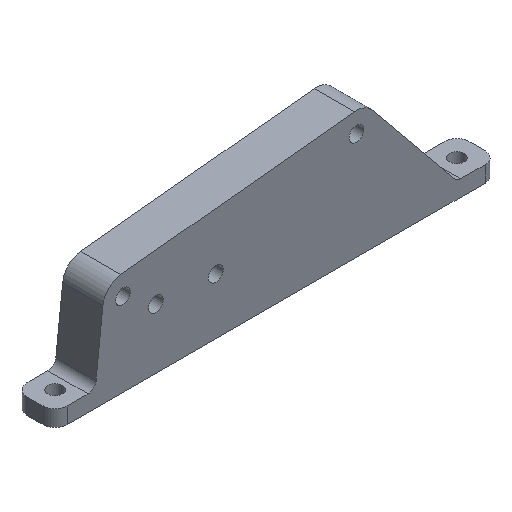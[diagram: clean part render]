
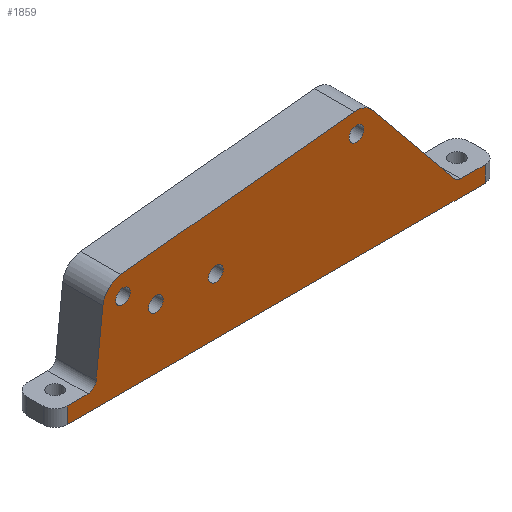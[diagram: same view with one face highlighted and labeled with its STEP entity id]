
A CAD part, isometric view. The second image highlights one B-rep face of the part: STEP entity #1859.
In plain terms, the highlighted planar face has unit normal (0, -1, 0).
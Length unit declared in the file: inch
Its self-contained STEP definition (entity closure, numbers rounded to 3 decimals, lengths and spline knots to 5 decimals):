
#37=FACE_BOUND('',#281,.T.);
#38=FACE_BOUND('',#282,.T.);
#39=FACE_BOUND('',#283,.T.);
#40=FACE_BOUND('',#284,.T.);
#79=PLANE('',#2072);
#158=FACE_OUTER_BOUND('',#280,.T.);
#280=EDGE_LOOP('',(#1507,#1508,#1509,#1510,#1511,#1512,#1513,#1514,#1515,
#1516,#1517,#1518));
#281=EDGE_LOOP('',(#1519));
#282=EDGE_LOOP('',(#1520));
#283=EDGE_LOOP('',(#1521));
#284=EDGE_LOOP('',(#1522));
#400=LINE('',#3219,#542);
#410=LINE('',#3244,#552);
#416=LINE('',#3271,#558);
#422=LINE('',#3294,#564);
#423=LINE('',#3297,#565);
#424=LINE('',#3302,#566);
#425=LINE('',#3303,#567);
#426=LINE('',#3305,#568);
#542=VECTOR('',#2454,39.37008);
#552=VECTOR('',#2474,39.37008);
#558=VECTOR('',#2506,39.37008);
#564=VECTOR('',#2534,39.37008);
#565=VECTOR('',#2539,39.37008);
#566=VECTOR('',#2546,39.37008);
#567=VECTOR('',#2547,39.37008);
#568=VECTOR('',#2548,39.37008);
#701=CIRCLE('',#2046,0.091);
#702=CIRCLE('',#2048,0.0915);
#703=CIRCLE('',#2050,0.25);
#707=CIRCLE('',#2058,0.25);
#708=CIRCLE('',#2060,0.091);
#709=CIRCLE('',#2062,0.091);
#710=CIRCLE('',#2064,0.1);
#715=CIRCLE('',#2073,0.1);
#855=VERTEX_POINT('',#3215);
#856=VERTEX_POINT('',#3217);
#865=VERTEX_POINT('',#3239);
#866=VERTEX_POINT('',#3242);
#868=VERTEX_POINT('',#3248);
#869=VERTEX_POINT('',#3252);
#870=VERTEX_POINT('',#3256);
#874=VERTEX_POINT('',#3270);
#875=VERTEX_POINT('',#3274);
#876=VERTEX_POINT('',#3278);
#877=VERTEX_POINT('',#3282);
#878=VERTEX_POINT('',#3286);
#879=VERTEX_POINT('',#3290);
#880=VERTEX_POINT('',#3292);
#881=VERTEX_POINT('',#3301);
#882=VERTEX_POINT('',#3304);
#1070=EDGE_CURVE('',#856,#855,#400,.T.);
#1082=EDGE_CURVE('',#866,#865,#410,.T.);
#1085=EDGE_CURVE('',#868,#868,#701,.T.);
#1086=EDGE_CURVE('',#869,#869,#702,.T.);
#1089=EDGE_CURVE('',#870,#856,#703,.T.);
#1095=EDGE_CURVE('',#870,#874,#416,.T.);
#1097=EDGE_CURVE('',#875,#874,#707,.T.);
#1099=EDGE_CURVE('',#876,#876,#708,.T.);
#1101=EDGE_CURVE('',#877,#877,#709,.T.);
#1103=EDGE_CURVE('',#878,#855,#710,.T.);
#1107=EDGE_CURVE('',#879,#880,#422,.T.);
#1109=EDGE_CURVE('',#878,#880,#423,.T.);
#1111=EDGE_CURVE('',#866,#881,#424,.T.);
#1112=EDGE_CURVE('',#879,#881,#425,.T.);
#1113=EDGE_CURVE('',#882,#875,#426,.T.);
#1114=EDGE_CURVE('',#882,#865,#715,.T.);
#1507=ORIENTED_EDGE('',*,*,#1111,.T.);
#1508=ORIENTED_EDGE('',*,*,#1112,.F.);
#1509=ORIENTED_EDGE('',*,*,#1107,.T.);
#1510=ORIENTED_EDGE('',*,*,#1109,.F.);
#1511=ORIENTED_EDGE('',*,*,#1103,.T.);
#1512=ORIENTED_EDGE('',*,*,#1070,.F.);
#1513=ORIENTED_EDGE('',*,*,#1089,.F.);
#1514=ORIENTED_EDGE('',*,*,#1095,.T.);
#1515=ORIENTED_EDGE('',*,*,#1097,.F.);
#1516=ORIENTED_EDGE('',*,*,#1113,.F.);
#1517=ORIENTED_EDGE('',*,*,#1114,.T.);
#1518=ORIENTED_EDGE('',*,*,#1082,.F.);
#1519=ORIENTED_EDGE('',*,*,#1085,.F.);
#1520=ORIENTED_EDGE('',*,*,#1086,.F.);
#1521=ORIENTED_EDGE('',*,*,#1099,.F.);
#1522=ORIENTED_EDGE('',*,*,#1101,.F.);
#1859=ADVANCED_FACE('',(#158,#37,#38,#39,#40),#79,.F.);
#2046=AXIS2_PLACEMENT_3D('',#3250,#2480,#2481);
#2048=AXIS2_PLACEMENT_3D('',#3253,#2484,#2485);
#2050=AXIS2_PLACEMENT_3D('',#3258,#2490,#2491);
#2058=AXIS2_PLACEMENT_3D('',#3275,#2510,#2511);
#2060=AXIS2_PLACEMENT_3D('',#3279,#2515,#2516);
#2062=AXIS2_PLACEMENT_3D('',#3283,#2520,#2521);
#2064=AXIS2_PLACEMENT_3D('',#3287,#2525,#2526);
#2072=AXIS2_PLACEMENT_3D('',#3300,#2544,#2545);
#2073=AXIS2_PLACEMENT_3D('',#3306,#2549,#2550);
#2454=DIRECTION('',(0.633,0.,-0.774));
#2474=DIRECTION('',(1.,0.,0.));
#2480=DIRECTION('center_axis',(0.,-1.,0.));
#2481=DIRECTION('ref_axis',(1.,0.,0.));
#2484=DIRECTION('center_axis',(0.,-1.,0.));
#2485=DIRECTION('ref_axis',(-1.,0.,0.));
#2490=DIRECTION('center_axis',(0.,1.,0.));
#2491=DIRECTION('ref_axis',(1.,0.,0.));
#2506=DIRECTION('',(-0.995,0.,-0.103));
#2510=DIRECTION('center_axis',(0.,1.,0.));
#2511=DIRECTION('ref_axis',(-1.,0.,0.));
#2515=DIRECTION('center_axis',(0.,-1.,0.));
#2516=DIRECTION('ref_axis',(-1.,0.,0.));
#2520=DIRECTION('center_axis',(0.,-1.,0.));
#2521=DIRECTION('ref_axis',(-1.,0.,0.));
#2525=DIRECTION('center_axis',(0.,1.,0.));
#2526=DIRECTION('ref_axis',(-0.428,0.,-0.904));
#2534=DIRECTION('',(0.,0.,1.));
#2539=DIRECTION('',(1.,0.,0.));
#2544=DIRECTION('center_axis',(0.,1.,0.));
#2545=DIRECTION('ref_axis',(1.,0.,0.));
#2546=DIRECTION('',(0.,0.,-1.));
#2547=DIRECTION('',(-1.,0.,0.));
#2548=DIRECTION('',(0.11,0.,0.994));
#2549=DIRECTION('center_axis',(0.,1.,0.));
#2550=DIRECTION('ref_axis',(0.667,0.,-0.745));
#3215=CARTESIAN_POINT('',(3.46999,0.8937,0.23671));
#3217=CARTESIAN_POINT('',(2.44355,0.8937,1.49223));
#3219=CARTESIAN_POINT('',(2.44355,0.8937,1.49223));
#3239=CARTESIAN_POINT('',(-1.08954,0.8937,0.2));
#3242=CARTESIAN_POINT('',(-1.35,0.8937,0.2));
#3244=CARTESIAN_POINT('',(2.25,0.8937,0.2));
#3248=CARTESIAN_POINT('',(2.159,0.8937,1.334));
#3250=CARTESIAN_POINT('Origin',(2.25,0.8937,1.334));
#3252=CARTESIAN_POINT('',(0.5915,0.8937,0.7));
#3253=CARTESIAN_POINT('Origin',(0.5,0.8937,0.7));
#3256=CARTESIAN_POINT('',(2.22433,0.8937,1.58268));
#3258=CARTESIAN_POINT('Origin',(2.25,0.8937,1.334));
#3270=CARTESIAN_POINT('',(-0.6818,0.8937,1.28268));
#3271=CARTESIAN_POINT('',(2.26098,0.8937,1.58646));
#3274=CARTESIAN_POINT('',(-0.90461,0.8937,1.06151));
#3275=CARTESIAN_POINT('Origin',(-0.65613,0.8937,1.034));
#3278=CARTESIAN_POINT('',(-0.15555,0.8937,0.74721));
#3279=CARTESIAN_POINT('Origin',(-0.24655,0.8937,0.74721));
#3282=CARTESIAN_POINT('',(-0.56513,0.8937,1.034));
#3283=CARTESIAN_POINT('Origin',(-0.65613,0.8937,1.034));
#3286=CARTESIAN_POINT('',(3.54741,0.8937,0.2));
#3287=CARTESIAN_POINT('Origin',(3.54741,0.8937,0.3));
#3290=CARTESIAN_POINT('',(3.85,0.8937,0.));
#3292=CARTESIAN_POINT('',(3.85,0.8937,0.2));
#3294=CARTESIAN_POINT('',(3.85,0.8937,0.1));
#3297=CARTESIAN_POINT('',(2.25,0.8937,0.2));
#3300=CARTESIAN_POINT('Origin',(2.25,0.8937,1.334));
#3301=CARTESIAN_POINT('',(-1.35,0.8937,0.));
#3302=CARTESIAN_POINT('',(-1.35,0.8937,0.667));
#3303=CARTESIAN_POINT('',(3.75,0.8937,0.));
#3304=CARTESIAN_POINT('',(-0.99015,0.8937,0.289));
#3305=CARTESIAN_POINT('',(-1.,0.8937,0.2));
#3306=CARTESIAN_POINT('Origin',(-1.08954,0.8937,0.3));
